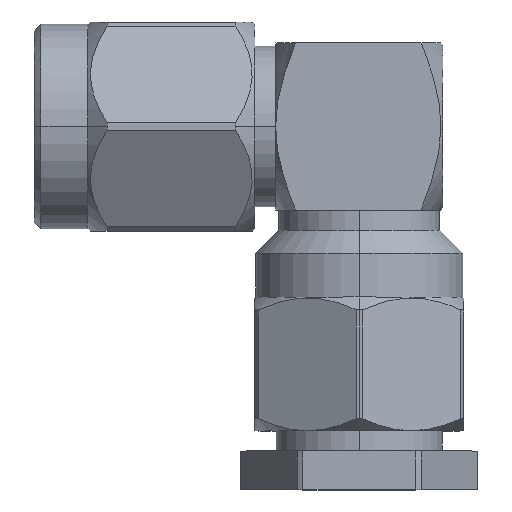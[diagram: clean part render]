
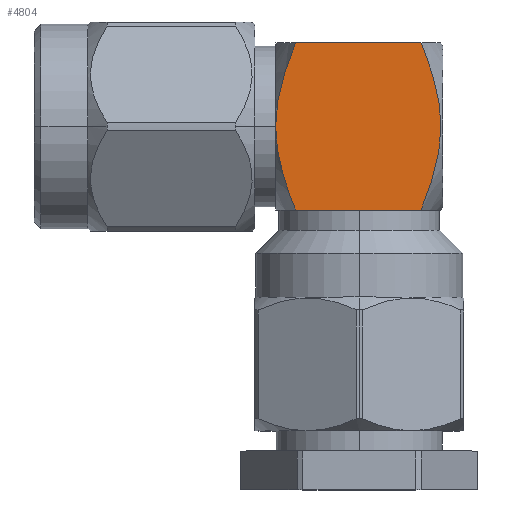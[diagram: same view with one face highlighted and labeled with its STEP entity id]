
A CAD part, top view. The second image highlights one B-rep face of the part: STEP entity #4804.
In plain terms, the highlighted planar face has unit normal (0, 0, 1).
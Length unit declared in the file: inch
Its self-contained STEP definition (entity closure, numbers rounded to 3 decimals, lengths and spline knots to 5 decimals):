
#1 = ORIENTED_EDGE ( 'NONE', *, *, #3254, .T. ) ;
#129 = EDGE_CURVE ( 'NONE', #3620, #541, #2480, .T. ) ;
#158 = VERTEX_POINT ( 'NONE', #1335 ) ;
#251 = B_SPLINE_CURVE_WITH_KNOTS ( 'NONE', 3,
 ( #2230, #3029, #4805, #3388, #328, #3342 ),
 .UNSPECIFIED., .F., .F.,
 ( 4, 2, 4 ),
 ( 0.00825, 0.00989, 0.01153 ),
 .UNSPECIFIED. ) ;
#259 = CARTESIAN_POINT ( 'NONE',  ( 0.12211, 0., 0.125 ) ) ;
#328 = CARTESIAN_POINT ( 'NONE',  ( 0.12211, 0.0217, 0.125 ) ) ;
#352 = CARTESIAN_POINT ( 'NONE',  ( 0.10778, -0.08464, 0.125 ) ) ;
#387 = VERTEX_POINT ( 'NONE', #4723 ) ;
#410 = CARTESIAN_POINT ( 'NONE',  ( -0.11067, -0.08464, 0.125 ) ) ;
#421 = CARTESIAN_POINT ( 'NONE',  ( 0.09222, -0.125, 0.125 ) ) ;
#509 = CARTESIAN_POINT ( 'NONE',  ( -0.11072, 0.08449, 0.125 ) ) ;
#541 = VERTEX_POINT ( 'NONE', #1502 ) ;
#662 = ORIENTED_EDGE ( 'NONE', *, *, #2818, .F. ) ;
#698 = EDGE_LOOP ( 'NONE', ( #2634, #1, #4610, #662, #4642, #4121 ) ) ;
#721 = CARTESIAN_POINT ( 'NONE',  ( -0.125, 0.125, 0.125 ) ) ;
#1093 = CARTESIAN_POINT ( 'NONE',  ( 0.12128, -0.02167, 0.125 ) ) ;
#1113 = CARTESIAN_POINT ( 'NONE',  ( 0., 0., 0.125 ) ) ;
#1135 = VECTOR ( 'NONE', #1744, 39.37008 ) ;
#1148 = PLANE ( 'NONE',  #3867 ) ;
#1154 = CARTESIAN_POINT ( 'NONE',  ( -0.10325, -0.10504, 0.125 ) ) ;
#1174 = CARTESIAN_POINT ( 'NONE',  ( -0.12109, -0.04297, 0.125 ) ) ;
#1335 = CARTESIAN_POINT ( 'NONE',  ( 0.09222, 0.125, 0.125 ) ) ;
#1502 = CARTESIAN_POINT ( 'NONE',  ( -0.09511, 0.125, 0.125 ) ) ;
#1561 = CARTESIAN_POINT ( 'NONE',  ( -0.12417, -0.02166, 0.125 ) ) ;
#1742 = VECTOR ( 'NONE', #4128, 39.37008 ) ;
#1744 = DIRECTION ( 'NONE',  ( 1., 0., 0. ) ) ;
#1795 = LINE ( 'NONE', #4290, #1135 ) ;
#1807 = VERTEX_POINT ( 'NONE', #3593 ) ;
#1872 = CARTESIAN_POINT ( 'NONE',  ( 0.1182, -0.04297, 0.125 ) ) ;
#2053 = CARTESIAN_POINT ( 'NONE',  ( -0.125, 0., 0.125 ) ) ;
#2071 = EDGE_CURVE ( 'NONE', #158, #4147, #251, .T. ) ;
#2216 = CARTESIAN_POINT ( 'NONE',  ( 0.12211, -0.01076, 0.125 ) ) ;
#2230 = CARTESIAN_POINT ( 'NONE',  ( 0.09222, 0.125, 0.125 ) ) ;
#2370 = CARTESIAN_POINT ( 'NONE',  ( -0.09511, 0.125, 0.125 ) ) ;
#2480 = B_SPLINE_CURVE_WITH_KNOTS ( 'NONE', 3,
 ( #2053, #2807, #3924, #509, #4234, #2370 ),
 .UNSPECIFIED., .F., .F.,
 ( 4, 2, 4 ),
 ( 0.00679, 0.00845, 0.0101 ),
 .UNSPECIFIED. ) ;
#2634 = ORIENTED_EDGE ( 'NONE', *, *, #2071, .F. ) ;
#2692 = CARTESIAN_POINT ( 'NONE',  ( -0.09511, -0.125, 0.125 ) ) ;
#2731 = CARTESIAN_POINT ( 'NONE',  ( -0.125, -0.01075, 0.125 ) ) ;
#2807 = CARTESIAN_POINT ( 'NONE',  ( -0.125, 0.02169, 0.125 ) ) ;
#2818 = EDGE_CURVE ( 'NONE', #1807, #3620, #4322, .T. ) ;
#3029 = CARTESIAN_POINT ( 'NONE',  ( 0.10038, 0.10502, 0.125 ) ) ;
#3064 = CARTESIAN_POINT ( 'NONE',  ( -0.11886, -0.05347, 0.125 ) ) ;
#3146 = B_SPLINE_CURVE_WITH_KNOTS ( 'NONE', 3,
 ( #4054, #2216, #1093, #1872, #4490, #352, #4136, #421 ),
 .UNSPECIFIED., .F., .F.,
 ( 4, 2, 2, 4 ),
 ( 0.01153, 0.01235, 0.01316, 0.01479 ),
 .UNSPECIFIED. ) ;
#3185 = CARTESIAN_POINT ( 'NONE',  ( -0.125, 0., 0.125 ) ) ;
#3254 = EDGE_CURVE ( 'NONE', #158, #541, #4150, .T. ) ;
#3342 = CARTESIAN_POINT ( 'NONE',  ( 0.12211, 0., 0.125 ) ) ;
#3388 = CARTESIAN_POINT ( 'NONE',  ( 0.11875, 0.04285, 0.125 ) ) ;
#3392 = DIRECTION ( 'NONE',  ( -1., 0., 0. ) ) ;
#3589 = EDGE_CURVE ( 'NONE', #1807, #387, #1795, .T. ) ;
#3593 = CARTESIAN_POINT ( 'NONE',  ( -0.09511, -0.125, 0.125 ) ) ;
#3620 = VERTEX_POINT ( 'NONE', #3185 ) ;
#3867 = AXIS2_PLACEMENT_3D ( 'NONE', #1113, #4868, #3392 ) ;
#3924 = CARTESIAN_POINT ( 'NONE',  ( -0.12163, 0.04285, 0.125 ) ) ;
#4054 = CARTESIAN_POINT ( 'NONE',  ( 0.12211, 0., 0.125 ) ) ;
#4062 = FACE_OUTER_BOUND ( 'NONE', #698, .T. ) ;
#4121 = ORIENTED_EDGE ( 'NONE', *, *, #4796, .F. ) ;
#4128 = DIRECTION ( 'NONE',  ( -1., 0., 0. ) ) ;
#4136 = CARTESIAN_POINT ( 'NONE',  ( 0.10037, -0.10505, 0.125 ) ) ;
#4147 = VERTEX_POINT ( 'NONE', #259 ) ;
#4150 = LINE ( 'NONE', #721, #1742 ) ;
#4202 = CARTESIAN_POINT ( 'NONE',  ( -0.125, 0., 0.125 ) ) ;
#4234 = CARTESIAN_POINT ( 'NONE',  ( -0.10326, 0.10502, 0.125 ) ) ;
#4290 = CARTESIAN_POINT ( 'NONE',  ( -0.125, -0.125, 0.125 ) ) ;
#4322 = B_SPLINE_CURVE_WITH_KNOTS ( 'NONE', 3,
 ( #2692, #1154, #410, #3064, #1174, #1561, #2731, #4202 ),
 .UNSPECIFIED., .F., .F.,
 ( 4, 2, 2, 4 ),
 ( 0.00351, 0.00515, 0.00597, 0.00679 ),
 .UNSPECIFIED. ) ;
#4490 = CARTESIAN_POINT ( 'NONE',  ( 0.11597, -0.05347, 0.125 ) ) ;
#4610 = ORIENTED_EDGE ( 'NONE', *, *, #129, .F. ) ;
#4642 = ORIENTED_EDGE ( 'NONE', *, *, #3589, .T. ) ;
#4723 = CARTESIAN_POINT ( 'NONE',  ( 0.09222, -0.125, 0.125 ) ) ;
#4796 = EDGE_CURVE ( 'NONE', #4147, #387, #3146, .T. ) ;
#4804 = ADVANCED_FACE ( 'NONE', ( #4062 ), #1148, .F. ) ;
#4805 = CARTESIAN_POINT ( 'NONE',  ( 0.10783, 0.0845, 0.125 ) ) ;
#4868 = DIRECTION ( 'NONE',  ( 0., 0., -1. ) ) ;
